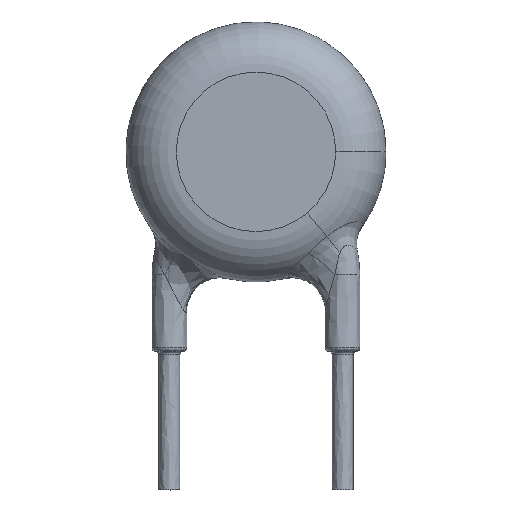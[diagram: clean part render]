
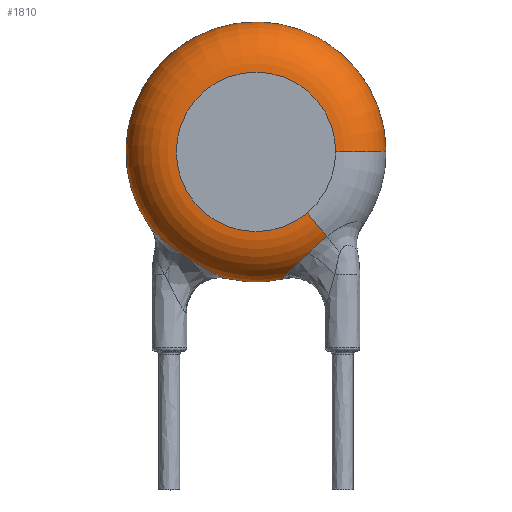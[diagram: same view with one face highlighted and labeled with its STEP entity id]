
A CAD part, top view. The second image highlights one B-rep face of the part: STEP entity #1810.
In plain terms, the highlighted toroidal (fillet/blend) face has major radius 2.3 mm and minor radius 1.45 mm.
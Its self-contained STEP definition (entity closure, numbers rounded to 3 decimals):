
#127=CARTESIAN_POINT('',(-0.872,2.103,
0.05));
#132=CARTESIAN_POINT('',(0.,5.75,0.05));
#133=DIRECTION('',(0.,0.,1.));
#134=DIRECTION('',(-0.233,-0.973,0.));
#135=AXIS2_PLACEMENT_3D('',#132,#133,#134);
#158=CARTESIAN_POINT('',(0.,5.75,0.05));
#159=DIRECTION('',(0.,0.,1.));
#160=DIRECTION('',(1.,0.,0.));
#161=AXIS2_PLACEMENT_3D('',#158,#159,#160);
#408=CARTESIAN_POINT('',(-0.872,2.103,
0.05));
#409=CARTESIAN_POINT('',(-0.889,2.107,
0.083));
#410=CARTESIAN_POINT('',(-0.931,2.119,
0.15));
#411=CARTESIAN_POINT('',(-1.018,2.154,0.252));
#412=CARTESIAN_POINT('',(-1.128,2.204,0.349));
#413=CARTESIAN_POINT('',(-1.264,2.273,0.436));
#414=CARTESIAN_POINT('',(-1.424,2.36,0.511));
#415=CARTESIAN_POINT('',(-1.609,2.467,0.57));
#416=CARTESIAN_POINT('',(-1.82,2.596,0.608));
#417=CARTESIAN_POINT('',(-2.057,2.749,0.617));
#418=CARTESIAN_POINT('',(-2.232,2.869,0.597));
#419=CARTESIAN_POINT('',(-2.322,2.933,0.578));
#424=CARTESIAN_POINT('',(-2.322,2.933,0.578));
#425=CARTESIAN_POINT('',(-2.343,2.948,0.573));
#426=CARTESIAN_POINT('',(-2.386,2.979,0.563));
#427=CARTESIAN_POINT('',(-2.458,3.032,0.541));
#428=CARTESIAN_POINT('',(-2.535,3.09,0.512));
#429=CARTESIAN_POINT('',(-2.618,3.153,0.474));
#430=CARTESIAN_POINT('',(-2.703,3.221,0.424));
#431=CARTESIAN_POINT('',(-2.79,3.294,0.361));
#432=CARTESIAN_POINT('',(-2.876,3.37,0.28));
#433=CARTESIAN_POINT('',(-2.955,3.448,0.18));
#434=CARTESIAN_POINT('',(-3.002,3.502,0.097));
#435=CARTESIAN_POINT('',(-3.022,3.529,0.05));
#440=CARTESIAN_POINT('',(2.3,5.75,0.05));
#441=DIRECTION('',(0.,1.,0.));
#442=DIRECTION('',(0.,0.,1.));
#443=AXIS2_PLACEMENT_3D('',#440,#441,#442);
#448=CARTESIAN_POINT('',(0.,5.75,1.5));
#449=DIRECTION('',(0.,0.,1.));
#450=DIRECTION('',(1.,0.,0.));
#451=AXIS2_PLACEMENT_3D('',#448,#449,#450);
#456=CARTESIAN_POINT('',(2.044,3.316,1.204));
#457=CARTESIAN_POINT('',(1.999,3.279,1.204));
#458=CARTESIAN_POINT('',(1.913,3.204,1.2));
#459=CARTESIAN_POINT('',(1.787,3.088,1.183));
#460=CARTESIAN_POINT('',(1.675,2.981,1.159));
#461=CARTESIAN_POINT('',(1.578,2.889,1.131));
#462=CARTESIAN_POINT('',(1.528,2.843,1.115));
#463=CARTESIAN_POINT('',(1.507,2.823,1.107));
#468=CARTESIAN_POINT('',(1.507,2.823,1.107));
#469=CARTESIAN_POINT('',(1.459,2.779,1.091));
#470=CARTESIAN_POINT('',(1.369,2.696,1.056));
#471=CARTESIAN_POINT('',(1.252,2.588,0.996));
#472=CARTESIAN_POINT('',(1.151,2.495,0.932));
#473=CARTESIAN_POINT('',(1.065,2.415,0.865));
#474=CARTESIAN_POINT('',(0.993,2.347,0.795));
#475=CARTESIAN_POINT('',(0.934,2.289,0.724));
#476=CARTESIAN_POINT('',(0.887,2.241,0.653));
#477=CARTESIAN_POINT('',(0.85,2.2,0.581));
#478=CARTESIAN_POINT('',(0.822,2.167,0.51));
#479=CARTESIAN_POINT('',(0.804,2.142,0.442));
#480=CARTESIAN_POINT('',(0.794,2.123,0.377));
#481=CARTESIAN_POINT('',(0.791,2.114,0.336));
#482=CARTESIAN_POINT('',(0.791,2.11,0.316));
#487=CARTESIAN_POINT('',(0.791,2.11,0.316));
#488=CARTESIAN_POINT('',(0.791,2.105,0.293));
#489=CARTESIAN_POINT('',(0.793,2.098,0.246));
#490=CARTESIAN_POINT('',(0.803,2.092,0.178));
#491=CARTESIAN_POINT('',(0.82,2.092,0.113));
#492=CARTESIAN_POINT('',(0.835,2.094,0.071));
#493=CARTESIAN_POINT('',(0.844,2.096,0.05));
#795=CARTESIAN_POINT('',(1.479,3.989,0.05));
#796=DIRECTION('',(0.766,0.643,0.));
#797=DIRECTION('',(0.,0.,1.));
#798=AXIS2_PLACEMENT_3D('',#795,#796,#797);
#1255=CARTESIAN_POINT('',(1.479,3.989,1.5));
#1256=CARTESIAN_POINT('',(2.3,5.75,1.5));
#1257=VERTEX_POINT('',#1255);
#1258=VERTEX_POINT('',#1256);
#1263=CARTESIAN_POINT('',(3.75,5.75,0.05));
#1264=VERTEX_POINT('',#1263);
#1275=VERTEX_POINT('',#127);
#1277=VERTEX_POINT('',#419);
#1281=VERTEX_POINT('',#456);
#1282=VERTEX_POINT('',#463);
#1285=VERTEX_POINT('',#482);
#1287=VERTEX_POINT('',#493);
#1301=CARTESIAN_POINT('',(-3.022,3.529,0.05));
#1302=VERTEX_POINT('',#1301);
#1786=CARTESIAN_POINT('',(0.,5.75,0.05));
#1787=DIRECTION('',(0.,0.,1.));
#1788=DIRECTION('',(-0.001,1.,0.));
#1789=AXIS2_PLACEMENT_3D('',#1786,#1787,#1788);
#1790=TOROIDAL_SURFACE('',#1789,2.3,1.45);
#1792=ORIENTED_EDGE('',*,*,#1791,.T.);
#1793=ORIENTED_EDGE('',*,*,#1777,.T.);
#1794=ORIENTED_EDGE('',*,*,#1495,.F.);
#1796=ORIENTED_EDGE('',*,*,#1795,.F.);
#1798=ORIENTED_EDGE('',*,*,#1797,.T.);
#1800=ORIENTED_EDGE('',*,*,#1799,.T.);
#1802=ORIENTED_EDGE('',*,*,#1801,.T.);
#1804=ORIENTED_EDGE('',*,*,#1803,.T.);
#1806=ORIENTED_EDGE('',*,*,#1805,.T.);
#1807=ORIENTED_EDGE('',*,*,#1481,.F.);
#1808=EDGE_LOOP('',(#1792,#1793,#1794,#1796,#1798,#1800,#1802,#1804,#1806,
#1807));
#1809=FACE_OUTER_BOUND('',#1808,.F.);
#1810=ADVANCED_FACE('',(#1809),#1790,.T.);
#136=CIRCLE('',#135,3.75);
#162=CIRCLE('',#161,3.75);
#420=B_SPLINE_CURVE_WITH_KNOTS('',3,(#408,#409,#410,#411,#412,#413,#414,#415,
#416,#417,#418,#419),.UNSPECIFIED.,.F.,.F.,(4,1,1,1,1,1,1,1,1,4),(0.,
0.111,0.222,0.333,0.444,
0.556,0.667,0.778,0.889,1.),
.UNSPECIFIED.);
#436=B_SPLINE_CURVE_WITH_KNOTS('',3,(#424,#425,#426,#427,#428,#429,#430,#431,
#432,#433,#434,#435),.UNSPECIFIED.,.F.,.F.,(4,1,1,1,1,1,1,1,1,4),(0.,
0.111,0.222,0.333,0.444,
0.556,0.667,0.778,0.889,1.),
.UNSPECIFIED.);
#444=CIRCLE('',#443,1.45);
#452=CIRCLE('',#451,2.3);
#464=B_SPLINE_CURVE_WITH_KNOTS('',3,(#456,#457,#458,#459,#460,#461,#462,#463),
.UNSPECIFIED.,.F.,.F.,(4,1,1,1,1,4),(0.,0.2,0.4,0.6,0.8,1.),
.UNSPECIFIED.);
#483=B_SPLINE_CURVE_WITH_KNOTS('',3,(#468,#469,#470,#471,#472,#473,#474,#475,
#476,#477,#478,#479,#480,#481,#482),.UNSPECIFIED.,.F.,.F.,(4,1,1,1,1,1,1,1,1,1,
1,1,4),(0.,0.083,0.167,0.25,0.333,
0.417,0.5,0.583,0.667,0.75,
0.833,0.917,1.),.UNSPECIFIED.);
#494=B_SPLINE_CURVE_WITH_KNOTS('',3,(#487,#488,#489,#490,#491,#492,#493),
.UNSPECIFIED.,.F.,.F.,(4,1,1,1,4),(0.,0.25,0.5,0.75,1.),
.UNSPECIFIED.);
#799=CIRCLE('',#798,1.45);
#1481=EDGE_CURVE('',#1275,#1287,#136,.T.);
#1495=EDGE_CURVE('',#1264,#1302,#162,.T.);
#1777=EDGE_CURVE('',#1277,#1302,#436,.T.);
#1791=EDGE_CURVE('',#1275,#1277,#420,.T.);
#1795=EDGE_CURVE('',#1258,#1264,#444,.T.);
#1797=EDGE_CURVE('',#1258,#1257,#452,.T.);
#1799=EDGE_CURVE('',#1257,#1281,#799,.T.);
#1801=EDGE_CURVE('',#1281,#1282,#464,.T.);
#1803=EDGE_CURVE('',#1282,#1285,#483,.T.);
#1805=EDGE_CURVE('',#1285,#1287,#494,.T.);
